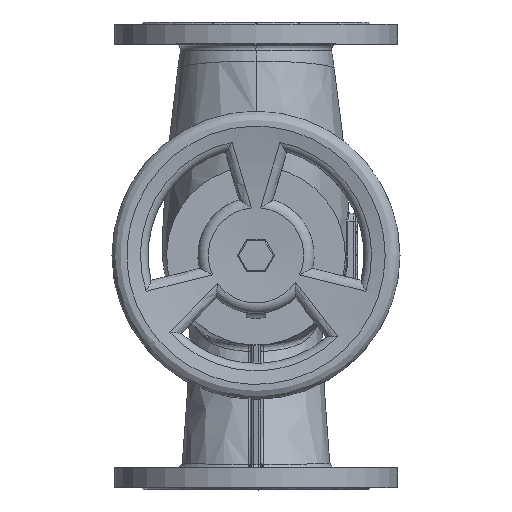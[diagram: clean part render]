
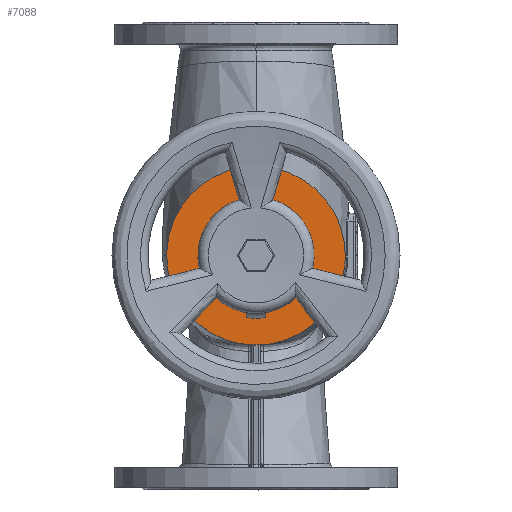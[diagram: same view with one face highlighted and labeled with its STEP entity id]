
A CAD part, top view. The second image highlights one B-rep face of the part: STEP entity #7088.
In plain terms, the highlighted planar face has unit normal (0, 0, 1).
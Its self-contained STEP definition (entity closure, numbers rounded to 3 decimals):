
#374=LINE('',#14575,#792);
#375=LINE('',#14577,#793);
#792=VECTOR('',#8674,1.);
#793=VECTOR('',#8675,1.);
#1462=FACE_BOUND('',#1994,.T.);
#1552=FACE_OUTER_BOUND('',#1993,.T.);
#1993=EDGE_LOOP('',(#5183,#5184));
#1994=EDGE_LOOP('',(#5185,#5186,#5187,#5188));
#2485=CIRCLE('',#7610,162.5);
#2486=CIRCLE('',#7611,162.5);
#2493=CIRCLE('',#7623,102.5);
#2503=CIRCLE('',#7642,102.5);
#2964=VERTEX_POINT('',#14051);
#2965=VERTEX_POINT('',#14052);
#2978=VERTEX_POINT('',#14234);
#2979=VERTEX_POINT('',#14238);
#3000=VERTEX_POINT('',#14574);
#3001=VERTEX_POINT('',#14576);
#3756=EDGE_CURVE('',#2964,#2965,#2485,.T.);
#3757=EDGE_CURVE('',#2965,#2964,#2486,.T.);
#3776=EDGE_CURVE('',#2978,#2979,#2493,.F.);
#3804=EDGE_CURVE('',#2979,#3000,#374,.T.);
#3805=EDGE_CURVE('',#2978,#3001,#375,.T.);
#3806=EDGE_CURVE('',#3000,#3001,#2503,.T.);
#5183=ORIENTED_EDGE('',*,*,#3756,.T.);
#5184=ORIENTED_EDGE('',*,*,#3757,.T.);
#5185=ORIENTED_EDGE('',*,*,#3804,.F.);
#5186=ORIENTED_EDGE('',*,*,#3776,.F.);
#5187=ORIENTED_EDGE('',*,*,#3805,.T.);
#5188=ORIENTED_EDGE('',*,*,#3806,.F.);
#6892=PLANE('',#7641);
#7088=ADVANCED_FACE('',(#1552,#1462),#6892,.T.);
#7610=AXIS2_PLACEMENT_3D('',#14053,#8596,#8597);
#7611=AXIS2_PLACEMENT_3D('',#14054,#8598,#8599);
#7623=AXIS2_PLACEMENT_3D('',#14239,#8627,#8628);
#7641=AXIS2_PLACEMENT_3D('',#14573,#8672,#8673);
#7642=AXIS2_PLACEMENT_3D('',#14578,#8676,#8677);
#8596=DIRECTION('center_axis',(0.,0.,1.));
#8597=DIRECTION('ref_axis',(-1.,0.,0.));
#8598=DIRECTION('center_axis',(0.,0.,1.));
#8599=DIRECTION('ref_axis',(-1.,0.,0.));
#8627=DIRECTION('center_axis',(0.,0.,-1.));
#8628=DIRECTION('ref_axis',(1.,0.,0.));
#8672=DIRECTION('center_axis',(0.,0.,1.));
#8673=DIRECTION('ref_axis',(1.,0.,0.));
#8674=DIRECTION('',(0.,-1.,0.));
#8675=DIRECTION('',(0.,-1.,0.));
#8676=DIRECTION('center_axis',(0.,0.,1.));
#8677=DIRECTION('ref_axis',(-1.,0.,0.));
#14051=CARTESIAN_POINT('',(77.907,-142.607,322.5));
#14052=CARTESIAN_POINT('',(-77.907,142.607,322.5));
#14053=CARTESIAN_POINT('Origin',(0.,0.,322.5));
#14054=CARTESIAN_POINT('Origin',(0.,0.,322.5));
#14234=CARTESIAN_POINT('',(36.,95.97,322.5));
#14238=CARTESIAN_POINT('',(-36.,95.97,322.5));
#14239=CARTESIAN_POINT('Origin',(0.,0.,322.5));
#14573=CARTESIAN_POINT('Origin',(0.,-162.5,322.5));
#14574=CARTESIAN_POINT('',(-36.,-95.97,322.5));
#14575=CARTESIAN_POINT('',(-36.,0.,322.5));
#14576=CARTESIAN_POINT('',(36.,-95.97,322.5));
#14577=CARTESIAN_POINT('',(36.,0.,322.5));
#14578=CARTESIAN_POINT('Origin',(0.,0.,322.5));
